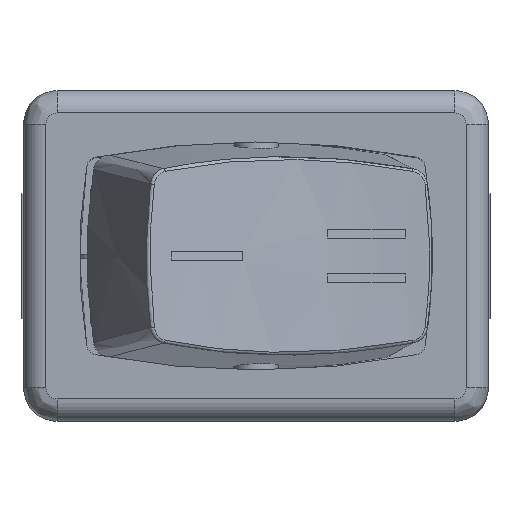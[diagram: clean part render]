
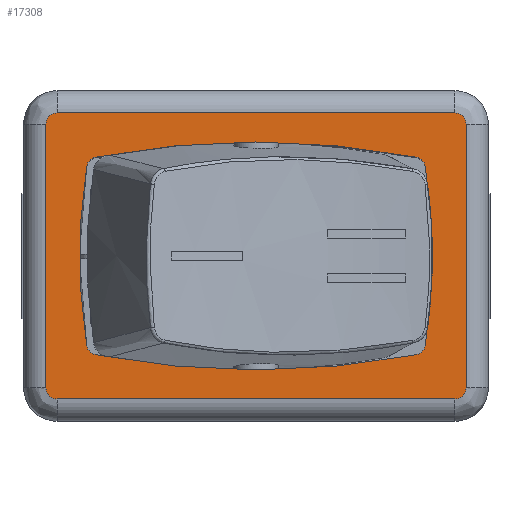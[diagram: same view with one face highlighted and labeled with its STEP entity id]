
A CAD part, top view. The second image highlights one B-rep face of the part: STEP entity #17308.
In plain terms, the highlighted planar face has unit normal (0, 0, 1).
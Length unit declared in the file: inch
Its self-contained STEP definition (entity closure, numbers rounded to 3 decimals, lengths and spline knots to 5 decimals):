
#415=FACE_BOUND('',#3036,.T.);
#485=CIRCLE('',#17520,0.98425);
#526=CIRCLE('',#18055,1.50394);
#528=CIRCLE('',#18058,0.01969);
#530=CIRCLE('',#18061,0.01969);
#532=CIRCLE('',#18064,1.50394);
#534=CIRCLE('',#18067,0.01969);
#536=CIRCLE('',#18070,0.98425);
#538=CIRCLE('',#18073,0.01969);
#542=CIRCLE('',#18079,0.01969);
#546=CIRCLE('',#18083,0.01969);
#550=CIRCLE('',#18089,0.01969);
#554=CIRCLE('',#18093,0.01969);
#1106=PLANE('',#18099);
#2024=FACE_OUTER_BOUND('',#3035,.T.);
#3035=EDGE_LOOP('',(#16301,#16302,#16303,#16304,#16305,#16306,#16307,#16308));
#3036=EDGE_LOOP('',(#16309,#16310,#16311,#16312,#16313,#16314,#16315,#16316));
#5399=LINE('',#30869,#7125);
#5401=LINE('',#30905,#7127);
#5404=LINE('',#30912,#7130);
#5406=LINE('',#30943,#7132);
#7125=VECTOR('',#21303,0.3937);
#7127=VECTOR('',#21323,0.3937);
#7130=VECTOR('',#21330,0.3937);
#7132=VECTOR('',#21346,0.3937);
#7354=VERTEX_POINT('',#22891);
#7355=VERTEX_POINT('',#22893);
#8775=VERTEX_POINT('',#30828);
#8776=VERTEX_POINT('',#30830);
#8778=VERTEX_POINT('',#30839);
#8780=VERTEX_POINT('',#30845);
#8782=VERTEX_POINT('',#30851);
#8784=VERTEX_POINT('',#30857);
#8786=VERTEX_POINT('',#30866);
#8787=VERTEX_POINT('',#30868);
#8790=VERTEX_POINT('',#30883);
#8791=VERTEX_POINT('',#30896);
#8794=VERTEX_POINT('',#30903);
#8795=VERTEX_POINT('',#30908);
#8798=VERTEX_POINT('',#30923);
#8799=VERTEX_POINT('',#30936);
#9127=EDGE_CURVE('',#7355,#7354,#485,.T.);
#11263=EDGE_CURVE('',#8776,#8775,#526,.T.);
#11266=EDGE_CURVE('',#7354,#8776,#528,.T.);
#11268=EDGE_CURVE('',#8778,#7355,#530,.T.);
#11271=EDGE_CURVE('',#8780,#8778,#532,.T.);
#11274=EDGE_CURVE('',#8782,#8780,#534,.T.);
#11277=EDGE_CURVE('',#8784,#8782,#536,.T.);
#11280=EDGE_CURVE('',#8775,#8784,#538,.T.);
#11282=EDGE_CURVE('',#8786,#8787,#5399,.T.);
#11286=EDGE_CURVE('',#8790,#8786,#542,.T.);
#11290=EDGE_CURVE('',#8787,#8791,#546,.T.);
#11292=EDGE_CURVE('',#8794,#8790,#5401,.T.);
#11296=EDGE_CURVE('',#8791,#8795,#5404,.T.);
#11298=EDGE_CURVE('',#8798,#8794,#550,.T.);
#11302=EDGE_CURVE('',#8795,#8799,#554,.T.);
#11304=EDGE_CURVE('',#8799,#8798,#5406,.T.);
#16301=ORIENTED_EDGE('',*,*,#11282,.F.);
#16302=ORIENTED_EDGE('',*,*,#11286,.F.);
#16303=ORIENTED_EDGE('',*,*,#11292,.F.);
#16304=ORIENTED_EDGE('',*,*,#11298,.F.);
#16305=ORIENTED_EDGE('',*,*,#11304,.F.);
#16306=ORIENTED_EDGE('',*,*,#11302,.F.);
#16307=ORIENTED_EDGE('',*,*,#11296,.F.);
#16308=ORIENTED_EDGE('',*,*,#11290,.F.);
#16309=ORIENTED_EDGE('',*,*,#11263,.T.);
#16310=ORIENTED_EDGE('',*,*,#11280,.T.);
#16311=ORIENTED_EDGE('',*,*,#11277,.T.);
#16312=ORIENTED_EDGE('',*,*,#11274,.T.);
#16313=ORIENTED_EDGE('',*,*,#11271,.T.);
#16314=ORIENTED_EDGE('',*,*,#11268,.T.);
#16315=ORIENTED_EDGE('',*,*,#9127,.T.);
#16316=ORIENTED_EDGE('',*,*,#11266,.T.);
#17308=ADVANCED_FACE('',(#2024,#415),#1106,.T.);
#17520=AXIS2_PLACEMENT_3D('',#22894,#18659,#18660);
#18055=AXIS2_PLACEMENT_3D('',#30831,#21254,#21255);
#18058=AXIS2_PLACEMENT_3D('',#30835,#21261,#21262);
#18061=AXIS2_PLACEMENT_3D('',#30840,#21267,#21268);
#18064=AXIS2_PLACEMENT_3D('',#30846,#21274,#21275);
#18067=AXIS2_PLACEMENT_3D('',#30852,#21281,#21282);
#18070=AXIS2_PLACEMENT_3D('',#30858,#21288,#21289);
#18073=AXIS2_PLACEMENT_3D('',#30862,#21295,#21296);
#18079=AXIS2_PLACEMENT_3D('',#30885,#21309,#21310);
#18083=AXIS2_PLACEMENT_3D('',#30900,#21317,#21318);
#18089=AXIS2_PLACEMENT_3D('',#30925,#21333,#21334);
#18093=AXIS2_PLACEMENT_3D('',#30940,#21341,#21342);
#18099=AXIS2_PLACEMENT_3D('',#30953,#21360,#21361);
#18659=DIRECTION('center_axis',(0.,0.,
-1.));
#18660=DIRECTION('ref_axis',(0.987,-0.16,0.));
#21254=DIRECTION('center_axis',(0.,0.,
-1.));
#21255=DIRECTION('ref_axis',(-0.188,-0.982,0.));
#21261=DIRECTION('center_axis',(0.,0.,
-1.));
#21262=DIRECTION('ref_axis',(0.188,-0.982,0.));
#21267=DIRECTION('center_axis',(0.,0.,
-1.));
#21268=DIRECTION('ref_axis',(0.987,0.16,0.));
#21274=DIRECTION('center_axis',(0.,0.,
-1.));
#21275=DIRECTION('ref_axis',(0.188,0.982,0.));
#21281=DIRECTION('center_axis',(0.,0.,
-1.));
#21282=DIRECTION('ref_axis',(-0.188,0.982,0.));
#21288=DIRECTION('center_axis',(0.,0.,
-1.));
#21289=DIRECTION('ref_axis',(-0.987,0.16,0.));
#21295=DIRECTION('center_axis',(0.,0.,
-1.));
#21296=DIRECTION('ref_axis',(-0.987,-0.16,0.));
#21303=DIRECTION('',(0.,1.,0.));
#21309=DIRECTION('center_axis',(0.,0.,
-1.));
#21310=DIRECTION('ref_axis',(-0.707,-0.707,0.));
#21317=DIRECTION('center_axis',(0.,0.,
-1.));
#21318=DIRECTION('ref_axis',(-0.707,0.707,0.));
#21323=DIRECTION('',(-1.,0.,0.));
#21330=DIRECTION('',(1.,0.,0.));
#21333=DIRECTION('center_axis',(0.,0.,
-1.));
#21334=DIRECTION('ref_axis',(0.707,-0.707,0.));
#21341=DIRECTION('center_axis',(0.,0.,
-1.));
#21342=DIRECTION('ref_axis',(0.707,0.707,0.));
#21346=DIRECTION('',(0.,-1.,0.));
#21360=DIRECTION('center_axis',(0.,0.,
1.));
#21361=DIRECTION('ref_axis',(1.,0.,0.));
#22891=CARTESIAN_POINT('',(-0.29829,0.15783,0.62992));
#22893=CARTESIAN_POINT('',(-0.29829,-0.15783,0.62992));
#22894=CARTESIAN_POINT('Origin',(0.67323,0.,
0.62992));
#30828=CARTESIAN_POINT('',(0.28256,0.17401,0.62992));
#30830=CARTESIAN_POINT('',(-0.28256,0.17401,0.62992));
#30831=CARTESIAN_POINT('Origin',(0.,-1.30315,
0.62992));
#30835=CARTESIAN_POINT('Origin',(-0.27886,0.15467,0.62992));
#30839=CARTESIAN_POINT('',(-0.28256,-0.17401,0.62992));
#30840=CARTESIAN_POINT('Origin',(-0.27886,-0.15467,0.62992));
#30845=CARTESIAN_POINT('',(0.28256,-0.17401,0.62992));
#30846=CARTESIAN_POINT('Origin',(0.,1.30315,
0.62992));
#30851=CARTESIAN_POINT('',(0.29829,-0.15783,0.62992));
#30852=CARTESIAN_POINT('Origin',(0.27886,-0.15467,0.62992));
#30857=CARTESIAN_POINT('',(0.29829,0.15783,0.62992));
#30858=CARTESIAN_POINT('Origin',(-0.67323,0.,
0.62992));
#30862=CARTESIAN_POINT('Origin',(0.27886,0.15467,0.62992));
#30866=CARTESIAN_POINT('',(-0.37008,-0.23228,0.62992));
#30868=CARTESIAN_POINT('',(-0.37008,0.23228,0.62992));
#30869=CARTESIAN_POINT('',(-0.37008,-0.11614,0.62992));
#30883=CARTESIAN_POINT('',(-0.35039,-0.25197,0.62992));
#30885=CARTESIAN_POINT('Origin',(-0.35039,-0.23228,
0.62992));
#30896=CARTESIAN_POINT('',(-0.35039,0.25197,0.62992));
#30900=CARTESIAN_POINT('Origin',(-0.35039,0.23228,0.62992));
#30903=CARTESIAN_POINT('',(0.35039,-0.25197,0.62992));
#30905=CARTESIAN_POINT('',(0.1752,-0.25197,0.62992));
#30908=CARTESIAN_POINT('',(0.35039,0.25197,0.62992));
#30912=CARTESIAN_POINT('',(-0.1752,0.25197,0.62992));
#30923=CARTESIAN_POINT('',(0.37008,-0.23228,0.62992));
#30925=CARTESIAN_POINT('Origin',(0.35039,-0.23228,0.62992));
#30936=CARTESIAN_POINT('',(0.37008,0.23228,0.62992));
#30940=CARTESIAN_POINT('Origin',(0.35039,0.23228,0.62992));
#30943=CARTESIAN_POINT('',(0.37008,0.11614,0.62992));
#30953=CARTESIAN_POINT('Origin',(0.,0.,
0.62992));
